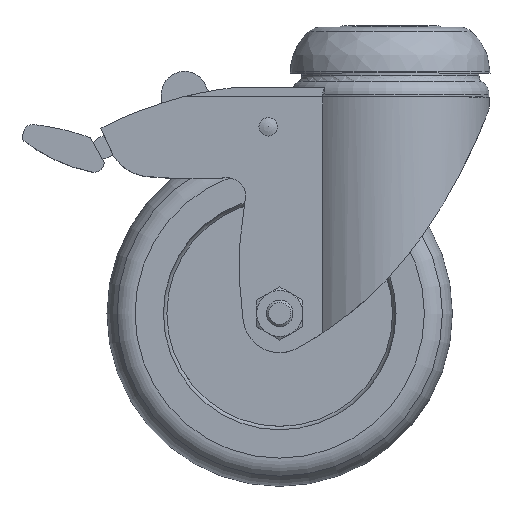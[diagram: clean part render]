
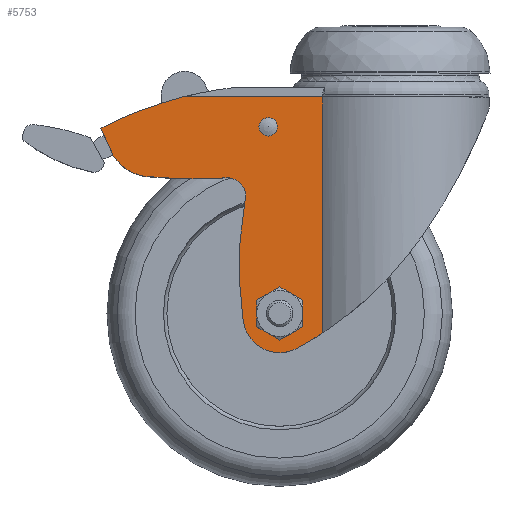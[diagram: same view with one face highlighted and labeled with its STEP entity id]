
A CAD part, top view. The second image highlights one B-rep face of the part: STEP entity #5753.
In plain terms, the highlighted face is planar.
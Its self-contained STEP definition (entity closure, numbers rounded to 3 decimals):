
#873=CARTESIAN_POINT('',(17.498,-68.498,-15.75));
#874=VERTEX_POINT('',#873);
#907=CARTESIAN_POINT('',(14.635,-66.695,-15.75));
#908=VERTEX_POINT('',#907);
#916=CARTESIAN_POINT('',(58.698,0.099,-15.75));
#917=DIRECTION('',(0.0,0.0,1.0));
#918=DIRECTION('',(1.0,0.0,0.0));
#919=AXIS2_PLACEMENT_3D('',#916,#917,#918);
#920=CIRCLE('',#919,80.019);
#921=EDGE_CURVE('',#874,#908,#920,.F.);
#931=CARTESIAN_POINT('',(14.635,-15.5,-15.75));
#932=VERTEX_POINT('',#931);
#933=CARTESIAN_POINT('',(14.635,-15.5,-15.75));
#934=DIRECTION('',(0.0,-1.0,0.0));
#935=VECTOR('',#934,51.195);
#936=LINE('',#933,#935);
#937=EDGE_CURVE('',#932,#908,#936,.T.);
#1464=CARTESIAN_POINT('',(44.985,-15.5,-15.75));
#1465=VERTEX_POINT('',#1464);
#1474=CARTESIAN_POINT('',(44.985,-15.5,-15.75));
#1475=DIRECTION('',(-1.0,0.0,0.0));
#1476=VECTOR('',#1475,30.35);
#1477=LINE('',#1474,#1476);
#1478=EDGE_CURVE('',#1465,#932,#1477,.T.);
#1666=CARTESIAN_POINT('',(62.815,-22.272,-15.75));
#1667=VERTEX_POINT('',#1666);
#1674=CARTESIAN_POINT('',(49.63,-16.854,-15.75));
#1675=VERTEX_POINT('',#1674);
#1676=CARTESIAN_POINT('',(24.029,-97.907,-15.75));
#1677=DIRECTION('',(0.0,0.0,1.0));
#1678=DIRECTION('',(1.0,0.0,0.0));
#1679=AXIS2_PLACEMENT_3D('',#1676,#1677,#1678);
#1680=CIRCLE('',#1679,85.);
#1681=EDGE_CURVE('',#1675,#1667,#1680,.F.);
#2121=CARTESIAN_POINT('',(29.,-62.5,-15.75));
#2122=VERTEX_POINT('',#2121);
#2136=CARTESIAN_POINT('',(26.5,-58.17,-15.75));
#2137=VERTEX_POINT('',#2136);
#2151=CARTESIAN_POINT('',(24.,-62.5,-15.75));
#2152=DIRECTION('',(0.0,0.0,-1.0));
#2153=DIRECTION('',(-1.0,0.0,0.0));
#2154=AXIS2_PLACEMENT_3D('',#2151,#2152,#2153);
#2155=CIRCLE('',#2154,5.0);
#2156=EDGE_CURVE('',#2137,#2122,#2155,.T.);
#2413=CARTESIAN_POINT('',(45.001,-15.504,-15.75));
#2414=VERTEX_POINT('',#2413);
#2421=CARTESIAN_POINT('',(24.,-97.584,-15.75));
#2422=DIRECTION('',(0.0,0.0,1.0));
#2423=DIRECTION('',(1.0,0.0,0.0));
#2424=AXIS2_PLACEMENT_3D('',#2421,#2422,#2423);
#2425=CIRCLE('',#2424,84.724);
#2426=EDGE_CURVE('',#1465,#2414,#2425,.F.);
#3090=CARTESIAN_POINT('',(27.75,-22.0,-15.75));
#3091=VERTEX_POINT('',#3090);
#3092=CARTESIAN_POINT('',(26.5,-22.0,-15.75));
#3093=DIRECTION('',(0.0,0.0,1.0));
#3094=DIRECTION('',(1.0,0.0,0.0));
#3095=AXIS2_PLACEMENT_3D('',#3092,#3093,#3094);
#3096=CIRCLE('',#3095,1.25);
#3097=EDGE_CURVE('',#3091,#3091,#3096,.F.);
#3599=CARTESIAN_POINT('',(60.22,-28.096,-15.75));
#3600=VERTEX_POINT('',#3599);
#3608=CARTESIAN_POINT('',(53.053,-32.763,-15.75));
#3609=VERTEX_POINT('',#3608);
#3616=CARTESIAN_POINT('',(51.703,-22.855,-15.75));
#3617=DIRECTION('',(0.0,0.0,1.0));
#3618=DIRECTION('',(1.0,0.0,0.0));
#3619=AXIS2_PLACEMENT_3D('',#3616,#3617,#3618);
#3620=CIRCLE('',#3619,10.);
#3621=EDGE_CURVE('',#3600,#3609,#3620,.F.);
#3663=CARTESIAN_POINT('',(60.22,-28.096,-15.75));
#3664=DIRECTION('',(0.407,0.913,0.0));
#3665=VECTOR('',#3664,6.376);
#3666=LINE('',#3663,#3665);
#3667=EDGE_CURVE('',#3600,#1667,#3666,.T.);
#3692=CARTESIAN_POINT('',(51.758,-32.841,-15.75));
#3693=VERTEX_POINT('',#3692);
#3694=CARTESIAN_POINT('',(51.758,-32.841,-15.75));
#3695=DIRECTION('',(0.998,0.06,0.0));
#3696=VECTOR('',#3695,1.297);
#3697=LINE('',#3694,#3696);
#3698=EDGE_CURVE('',#3693,#3609,#3697,.T.);
#3718=CARTESIAN_POINT('',(35.653,-33.062,-15.75));
#3719=VERTEX_POINT('',#3718);
#3726=CARTESIAN_POINT('',(42.337,66.714,-15.75));
#3727=DIRECTION('',(0.0,0.0,1.0));
#3728=DIRECTION('',(1.0,0.0,0.0));
#3729=AXIS2_PLACEMENT_3D('',#3726,#3727,#3728);
#3730=CIRCLE('',#3729,100.);
#3731=EDGE_CURVE('',#3693,#3719,#3730,.F.);
#3741=CARTESIAN_POINT('',(31.545,-38.17,-15.75));
#3742=VERTEX_POINT('',#3741);
#3743=CARTESIAN_POINT('',(35.386,-37.053,-15.75));
#3744=DIRECTION('',(0.0,0.0,1.0));
#3745=DIRECTION('',(1.0,0.0,0.0));
#3746=AXIS2_PLACEMENT_3D('',#3743,#3744,#3745);
#3747=CIRCLE('',#3746,4.);
#3748=EDGE_CURVE('',#3742,#3719,#3747,.F.);
#3768=CARTESIAN_POINT('',(31.911,-64.201,-15.75));
#3769=VERTEX_POINT('',#3768);
#3776=CARTESIAN_POINT('',(-47.198,-52.296,-15.75));
#3777=DIRECTION('',(0.0,0.0,1.0));
#3778=DIRECTION('',(1.0,0.0,0.0));
#3779=AXIS2_PLACEMENT_3D('',#3776,#3777,#3778);
#3780=CIRCLE('',#3779,80.);
#3781=EDGE_CURVE('',#3742,#3769,#3780,.F.);
#3793=CARTESIAN_POINT('',(20.146,-70.02,-15.75));
#3794=VERTEX_POINT('',#3793);
#3801=CARTESIAN_POINT('',(24.,-63.01,-15.75));
#3802=DIRECTION('',(0.0,0.0,1.0));
#3803=DIRECTION('',(1.0,0.0,0.0));
#3804=AXIS2_PLACEMENT_3D('',#3801,#3802,#3803);
#3805=CIRCLE('',#3804,8.);
#3806=EDGE_CURVE('',#3769,#3794,#3805,.F.);
#3819=CARTESIAN_POINT('',(58.687,0.083,-15.75));
#3820=DIRECTION('',(0.0,0.0,1.0));
#3821=DIRECTION('',(1.0,0.0,0.0));
#3822=AXIS2_PLACEMENT_3D('',#3819,#3820,#3821);
#3823=CIRCLE('',#3822,80.);
#3824=EDGE_CURVE('',#3794,#874,#3823,.F.);
#4986=CARTESIAN_POINT('',(21.5,-66.83,-15.75));
#4987=VERTEX_POINT('',#4986);
#5003=CARTESIAN_POINT('',(19.0,-62.5,-15.75));
#5004=VERTEX_POINT('',#5003);
#5005=CARTESIAN_POINT('',(24.,-62.5,-15.75));
#5006=DIRECTION('',(0.0,0.0,-1.0));
#5007=DIRECTION('',(-1.0,0.0,0.0));
#5008=AXIS2_PLACEMENT_3D('',#5005,#5006,#5007);
#5009=CIRCLE('',#5008,5.0);
#5010=EDGE_CURVE('',#4987,#5004,#5009,.T.);
#5033=CARTESIAN_POINT('',(26.5,-66.83,-15.75));
#5034=VERTEX_POINT('',#5033);
#5050=CARTESIAN_POINT('',(24.,-62.5,-15.75));
#5051=DIRECTION('',(0.0,0.0,-1.0));
#5052=DIRECTION('',(-1.0,0.0,0.0));
#5053=AXIS2_PLACEMENT_3D('',#5050,#5051,#5052);
#5054=CIRCLE('',#5053,5.0);
#5055=EDGE_CURVE('',#5034,#4987,#5054,.T.);
#5093=CARTESIAN_POINT('',(24.,-62.5,-15.75));
#5094=DIRECTION('',(0.0,0.0,-1.0));
#5095=DIRECTION('',(-1.0,0.0,0.0));
#5096=AXIS2_PLACEMENT_3D('',#5093,#5094,#5095);
#5097=CIRCLE('',#5096,5.0);
#5098=EDGE_CURVE('',#2122,#5034,#5097,.T.);
#5121=CARTESIAN_POINT('',(21.5,-58.17,-15.75));
#5122=VERTEX_POINT('',#5121);
#5138=CARTESIAN_POINT('',(24.,-62.5,-15.75));
#5139=DIRECTION('',(0.0,0.0,-1.0));
#5140=DIRECTION('',(-1.0,0.0,0.0));
#5141=AXIS2_PLACEMENT_3D('',#5138,#5139,#5140);
#5142=CIRCLE('',#5141,5.0);
#5143=EDGE_CURVE('',#5122,#2137,#5142,.T.);
#5181=CARTESIAN_POINT('',(24.,-62.5,-15.75));
#5182=DIRECTION('',(0.0,0.0,-1.0));
#5183=DIRECTION('',(-1.0,0.0,0.0));
#5184=AXIS2_PLACEMENT_3D('',#5181,#5182,#5183);
#5185=CIRCLE('',#5184,5.0);
#5186=EDGE_CURVE('',#5004,#5122,#5185,.T.);
#5716=CARTESIAN_POINT('',(74.0,-15.5,-15.75));
#5717=DIRECTION('',(0.0,0.0,1.0));
#5718=DIRECTION('',(1.0,0.0,0.0));
#5719=AXIS2_PLACEMENT_3D('',#5716,#5717,#5718);
#5720=PLANE('',#5719);
#5721=ORIENTED_EDGE('',*,*,#1478,.F.);
#5722=ORIENTED_EDGE('',*,*,#2426,.T.);
#5723=CARTESIAN_POINT('',(49.63,-16.854,-15.75));
#5724=DIRECTION('',(-0.96,0.28,0.0));
#5725=VECTOR('',#5724,4.823);
#5726=LINE('',#5723,#5725);
#5727=EDGE_CURVE('',#1675,#2414,#5726,.T.);
#5728=ORIENTED_EDGE('',*,*,#5727,.F.);
#5729=ORIENTED_EDGE('',*,*,#1681,.T.);
#5730=ORIENTED_EDGE('',*,*,#3667,.F.);
#5731=ORIENTED_EDGE('',*,*,#3621,.T.);
#5732=ORIENTED_EDGE('',*,*,#3698,.F.);
#5733=ORIENTED_EDGE('',*,*,#3731,.T.);
#5734=ORIENTED_EDGE('',*,*,#3748,.F.);
#5735=ORIENTED_EDGE('',*,*,#3781,.T.);
#5736=ORIENTED_EDGE('',*,*,#3806,.T.);
#5737=ORIENTED_EDGE('',*,*,#3824,.T.);
#5738=ORIENTED_EDGE('',*,*,#921,.T.);
#5739=ORIENTED_EDGE('',*,*,#937,.F.);
#5740=EDGE_LOOP('',(#5721,#5722,#5728,#5729,#5730,#5731,#5732,#5733,#5734,#5735,#5736,#5737,#5738,#5739));
#5741=FACE_OUTER_BOUND('',#5740,.T.);
#5742=ORIENTED_EDGE('',*,*,#5010,.F.);
#5743=ORIENTED_EDGE('',*,*,#5055,.F.);
#5744=ORIENTED_EDGE('',*,*,#5098,.F.);
#5745=ORIENTED_EDGE('',*,*,#2156,.F.);
#5746=ORIENTED_EDGE('',*,*,#5143,.F.);
#5747=ORIENTED_EDGE('',*,*,#5186,.F.);
#5748=EDGE_LOOP('',(#5742,#5743,#5744,#5745,#5746,#5747));
#5749=FACE_BOUND('',#5748,.T.);
#5750=ORIENTED_EDGE('',*,*,#3097,.F.);
#5751=EDGE_LOOP('',(#5750));
#5752=FACE_BOUND('',#5751,.T.);
#5753=ADVANCED_FACE('',(#5741,#5749,#5752),#5720,.F.);
